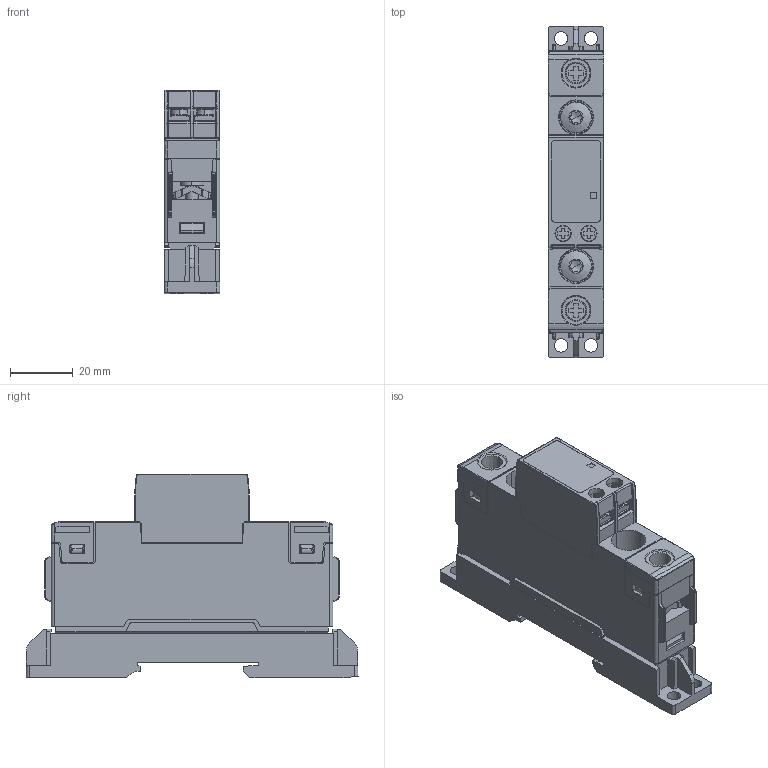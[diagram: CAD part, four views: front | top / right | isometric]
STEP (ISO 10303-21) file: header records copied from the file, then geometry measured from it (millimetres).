
FILE_DESCRIPTION((''),'2;1');
FILE_NAME('CGI0939-00-3D.stp','2012-02-27T13:45:20',(''),(''),'Mechanical Desktop 2009','Mechanical Desktop 2009',', , ');
FILE_SCHEMA(('CONFIG_CONTROL_DESIGN'));
Length unit declared in the file: millimetre
Products named in the file (1): Product
Bounding box: 17.8 x 106 x 65 mm (x, y, z)
Volume: 79719.6 mm3; surface area: 23231.2 mm2
Topology: 1 solids, 1 shells, 911 faces, 2600 edges, 1704 vertices
Faces by surface type: bspline 423, plane 285, cylinder 161, cone 20, torus 16, sphere 6
Entity records: 33908 total; most frequent: CARTESIAN_POINT 10907, ORIENTED_EDGE 5168, DIRECTION 4307, EDGE_CURVE 2584, VERTEX_POINT 1704, VECTOR 1667, LINE 1667, AXIS2_PLACEMENT_3D 1320
